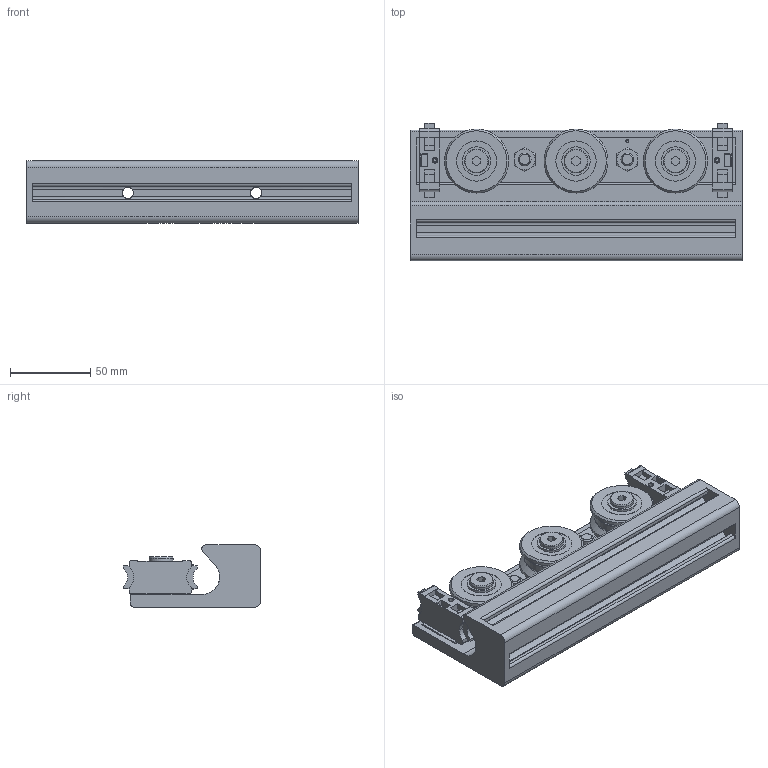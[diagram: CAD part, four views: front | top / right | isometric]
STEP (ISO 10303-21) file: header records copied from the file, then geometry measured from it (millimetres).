
FILE_DESCRIPTION(/* description */ ('STEP AP214'),/* implementation_level */ '2;1');
FILE_NAME(/* name */ '093CIUD141SA208S01',/* time_stamp */ '2025-01-22T10:14:44+01:00',/* author */ ('License CC BY-ND 4.0'),/* organization */ ('CADENAS'),/* preprocessor_version */ 'ST-DEVELOPER v19.3',/* originating_system */ 'PARTsolutions',/* authorisation */ ' ');
FILE_SCHEMA (('AUTOMOTIVE_DESIGN {1 0 10303 214 3 1 1}'));
Length unit declared in the file: millimetre
Products named in the file (10): 093CIUD141SA208S01; 093CIUD141SA208S01_profile; 093CID14S199S01_plate; 093CA081119S01_screw; 093CA081119S01_nut; 340ME566; 093CID14S119S01_cap; 093CID14S199S01_screw_3; 093CID14S119S01_screw_2; 093CID14S119S01_holder
Assembly tree (19 placements, depth 2):
  093CIUD141SA208S01
    093CIUD141SA208S01_profile
    093CID14S199S01_plate
    093CA081119S01_screw  x4
    093CA081119S01_nut  x2
    340ME566  x3
    093CID14S119S01_cap  x3
    093CID14S199S01_screw_3
    093CID14S119S01_screw_2  x2
    093CID14S119S01_holder  x2
Bounding box: 207 x 85.95 x 38.8 mm (x, y, z)
Volume: 339817.8 mm3; surface area: 122868.6 mm2
Topology: 19 solids, 19 shells, 525 faces, 1343 edges, 890 vertices
Faces by surface type: plane 271, cylinder 151, cone 83, torus 18, bspline 2
Full cylindrical faces by diameter (mm): 2.991 x2, 3.5 x6, 3.8 x2, 6.647 x2, 6.7 x2, 6.8 x4, 7 x2, 8 x5, 10 x2, 10.2 x5, 10.4 x1, 12 x3, 14.9 x6, 15.24 x4, 16.6 x2, 17.7 x6, 22 x1, 22.5 x1, 25.1 x6, 33.4 x3, 39.9 x6
Entity records: 9828 total; most frequent: CARTESIAN_POINT 1786, DIRECTION 1544, ORIENTED_EDGE 1388, EDGE_CURVE 694, AXIS2_PLACEMENT_3D 573, VERTEX_POINT 510, EDGE_LOOP 426, FACE_BOUND 426
